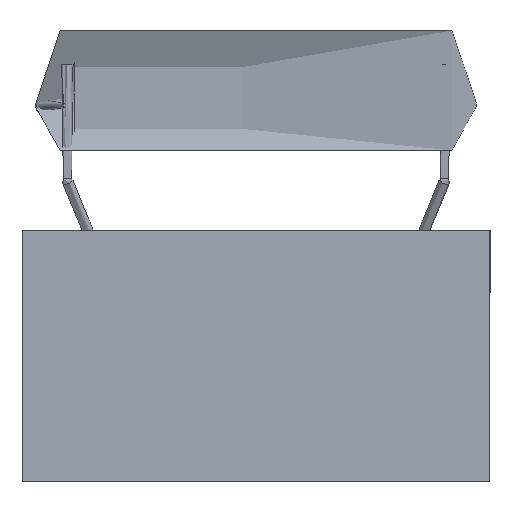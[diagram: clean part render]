
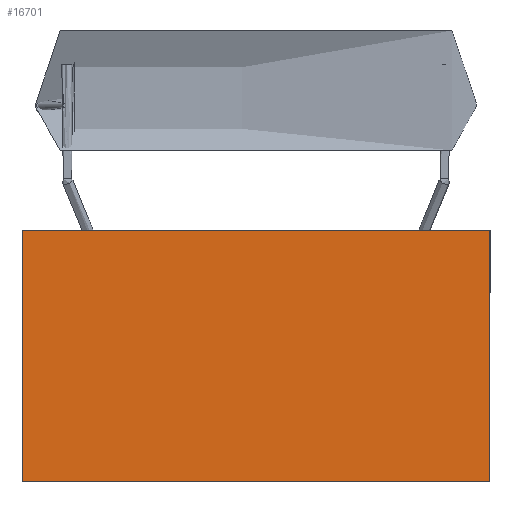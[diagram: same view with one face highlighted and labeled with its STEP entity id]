
A CAD part, front view. The second image highlights one B-rep face of the part: STEP entity #16701.
In plain terms, the highlighted face is planar.
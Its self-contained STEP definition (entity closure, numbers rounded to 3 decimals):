
#812=LINE('',#47354,#1137);
#844=LINE('',#47423,#1169);
#845=LINE('',#47425,#1170);
#846=LINE('',#47427,#1171);
#1137=VECTOR('',#19779,1000.);
#1169=VECTOR('',#19829,1000.);
#1170=VECTOR('',#19830,1000.);
#1171=VECTOR('',#19831,1000.);
#1294=PLANE('',#17671);
#6701=ORIENTED_EDGE('',*,*,#9086,.T.);
#6702=ORIENTED_EDGE('',*,*,#9122,.F.);
#6703=ORIENTED_EDGE('',*,*,#9123,.F.);
#6704=ORIENTED_EDGE('',*,*,#9124,.T.);
#9086=EDGE_CURVE('',#10585,#10586,#812,.T.);
#9122=EDGE_CURVE('',#10613,#10586,#844,.T.);
#9123=EDGE_CURVE('',#10614,#10613,#845,.T.);
#9124=EDGE_CURVE('',#10614,#10585,#846,.T.);
#10585=VERTEX_POINT('',#47355);
#10586=VERTEX_POINT('',#47356);
#10613=VERTEX_POINT('',#47424);
#10614=VERTEX_POINT('',#47426);
#13117=EDGE_LOOP('',(#6701,#6702,#6703,#6704));
#14171=FACE_BOUND('',#13117,.T.);
#16701=ADVANCED_FACE('',(#14171),#1294,.F.);
#17671=AXIS2_PLACEMENT_3D('',#47422,#19827,#19828);
#19779=DIRECTION('',(0.,1.,0.));
#19827=DIRECTION('',(1.,0.,0.));
#19828=DIRECTION('',(0.,0.,-1.));
#19829=DIRECTION('',(0.,0.,1.));
#19830=DIRECTION('',(0.,1.,0.));
#19831=DIRECTION('',(0.,0.,1.));
#47354=CARTESIAN_POINT('',(-42.,-41.,0.));
#47355=CARTESIAN_POINT('',(-42.,-41.,0.));
#47356=CARTESIAN_POINT('',(-42.,41.,0.));
#47422=CARTESIAN_POINT('',(-42.,-41.,-44.));
#47423=CARTESIAN_POINT('',(-42.,41.,-44.));
#47424=CARTESIAN_POINT('',(-42.,41.,-44.));
#47425=CARTESIAN_POINT('',(-42.,-41.,-44.));
#47426=CARTESIAN_POINT('',(-42.,-41.,-44.));
#47427=CARTESIAN_POINT('',(-42.,-41.,-44.));
